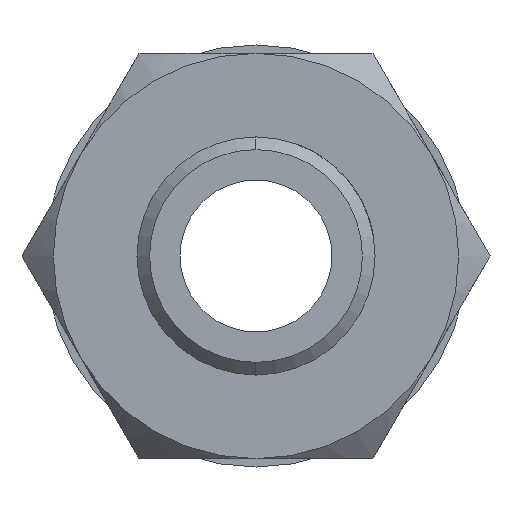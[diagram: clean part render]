
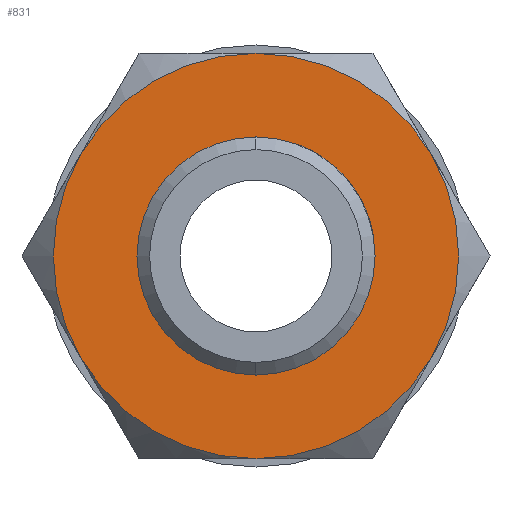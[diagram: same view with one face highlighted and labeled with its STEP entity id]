
A CAD part, left-side view. The second image highlights one B-rep face of the part: STEP entity #831.
In plain terms, the highlighted planar face has unit normal (-1, 0, 0).
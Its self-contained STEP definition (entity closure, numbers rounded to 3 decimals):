
#142 = CARTESIAN_POINT ( 'NONE',  ( 15., 6.928, -4. ) ) ;
#188 = ORIENTED_EDGE ( 'NONE', *, *, #4941, .F. ) ;
#276 = VERTEX_POINT ( 'NONE', #4364 ) ;
#288 = DIRECTION ( 'NONE',  ( 0., 0., 1. ) ) ;
#289 = CARTESIAN_POINT ( 'NONE',  ( 15., 0., 4.7 ) ) ;
#347 = EDGE_CURVE ( 'NONE', #4944, #276, #477, .T. ) ;
#356 = DIRECTION ( 'NONE',  ( 0., 0., -1. ) ) ;
#477 = CIRCLE ( 'NONE', #4035, 4.7 ) ;
#558 = VERTEX_POINT ( 'NONE', #142 ) ;
#569 = EDGE_CURVE ( 'NONE', #4616, #3492, #2561, .T. ) ;
#706 = DIRECTION ( 'NONE',  ( 1., 0., 0. ) ) ;
#741 = CARTESIAN_POINT ( 'NONE',  ( 15., -6.928, -4. ) ) ;
#756 = CIRCLE ( 'NONE', #1532, 8. ) ;
#783 = DIRECTION ( 'NONE',  ( 1., 0., 0. ) ) ;
#831 = ADVANCED_FACE ( 'NONE', ( #4614, #2620 ), #1693, .F. ) ;
#844 = AXIS2_PLACEMENT_3D ( 'NONE', #3667, #783, #1574 ) ;
#863 = EDGE_LOOP ( 'NONE', ( #2525, #4915 ) ) ;
#955 = VERTEX_POINT ( 'NONE', #2426 ) ;
#1058 = DIRECTION ( 'NONE',  ( 1., 0., 0. ) ) ;
#1105 = DIRECTION ( 'NONE',  ( -1., 0., 0. ) ) ;
#1135 = DIRECTION ( 'NONE',  ( 0., 0., -1. ) ) ;
#1198 = ORIENTED_EDGE ( 'NONE', *, *, #569, .F. ) ;
#1313 = DIRECTION ( 'NONE',  ( -1., 0., 0. ) ) ;
#1338 = EDGE_CURVE ( 'NONE', #3492, #558, #2480, .T. ) ;
#1353 = CIRCLE ( 'NONE', #3519, 8. ) ;
#1354 = CARTESIAN_POINT ( 'NONE',  ( 15., 0., 0. ) ) ;
#1429 = AXIS2_PLACEMENT_3D ( 'NONE', #5281, #3696, #1135 ) ;
#1532 = AXIS2_PLACEMENT_3D ( 'NONE', #4848, #1105, #288 ) ;
#1574 = DIRECTION ( 'NONE',  ( 0., 0., -1. ) ) ;
#1623 = CARTESIAN_POINT ( 'NONE',  ( 15., 6.928, 4. ) ) ;
#1693 = PLANE ( 'NONE',  #4573 ) ;
#1751 = DIRECTION ( 'NONE',  ( 0., 0., 1. ) ) ;
#1992 = VERTEX_POINT ( 'NONE', #1623 ) ;
#2148 = VERTEX_POINT ( 'NONE', #5383 ) ;
#2154 = EDGE_CURVE ( 'NONE', #558, #1992, #1353, .T. ) ;
#2177 = DIRECTION ( 'NONE',  ( 0., 0., 1. ) ) ;
#2286 = ORIENTED_EDGE ( 'NONE', *, *, #2154, .F. ) ;
#2333 = ORIENTED_EDGE ( 'NONE', *, *, #1338, .F. ) ;
#2426 = CARTESIAN_POINT ( 'NONE',  ( 15., -6.928, 4. ) ) ;
#2480 = CIRCLE ( 'NONE', #1429, 8. ) ;
#2525 = ORIENTED_EDGE ( 'NONE', *, *, #347, .F. ) ;
#2561 = CIRCLE ( 'NONE', #3169, 8. ) ;
#2620 = FACE_OUTER_BOUND ( 'NONE', #4863, .T. ) ;
#2694 = ORIENTED_EDGE ( 'NONE', *, *, #3522, .T. ) ;
#2747 = CARTESIAN_POINT ( 'NONE',  ( 15., 0., -8. ) ) ;
#2933 = CARTESIAN_POINT ( 'NONE',  ( 15., 0., 0. ) ) ;
#3070 = EDGE_CURVE ( 'NONE', #955, #4616, #4930, .T. ) ;
#3136 = ORIENTED_EDGE ( 'NONE', *, *, #3070, .F. ) ;
#3169 = AXIS2_PLACEMENT_3D ( 'NONE', #4444, #706, #356 ) ;
#3272 = AXIS2_PLACEMENT_3D ( 'NONE', #4776, #1058, #3592 ) ;
#3329 = CARTESIAN_POINT ( 'NONE',  ( 15., 0., 0. ) ) ;
#3412 = CARTESIAN_POINT ( 'NONE',  ( 15., 0., 0. ) ) ;
#3492 = VERTEX_POINT ( 'NONE', #2747 ) ;
#3519 = AXIS2_PLACEMENT_3D ( 'NONE', #2933, #4592, #4034 ) ;
#3522 = EDGE_CURVE ( 'NONE', #2148, #1992, #756, .T. ) ;
#3592 = DIRECTION ( 'NONE',  ( 0., 0., -1. ) ) ;
#3667 = CARTESIAN_POINT ( 'NONE',  ( 15., 0., 0. ) ) ;
#3696 = DIRECTION ( 'NONE',  ( 1., 0., 0. ) ) ;
#3729 = EDGE_CURVE ( 'NONE', #276, #4944, #3796, .T. ) ;
#3796 = CIRCLE ( 'NONE', #4147, 4.7 ) ;
#4034 = DIRECTION ( 'NONE',  ( 0., 0., -1. ) ) ;
#4035 = AXIS2_PLACEMENT_3D ( 'NONE', #3329, #1313, #1751 ) ;
#4147 = AXIS2_PLACEMENT_3D ( 'NONE', #1354, #4730, #2177 ) ;
#4205 = DIRECTION ( 'NONE',  ( 1., 0., 0. ) ) ;
#4282 = DIRECTION ( 'NONE',  ( 0., 0., -1. ) ) ;
#4364 = CARTESIAN_POINT ( 'NONE',  ( 15., 0., -4.7 ) ) ;
#4444 = CARTESIAN_POINT ( 'NONE',  ( 15., 0., 0. ) ) ;
#4573 = AXIS2_PLACEMENT_3D ( 'NONE', #3412, #4205, #4282 ) ;
#4592 = DIRECTION ( 'NONE',  ( 1., 0., 0. ) ) ;
#4614 = FACE_BOUND ( 'NONE', #863, .T. ) ;
#4616 = VERTEX_POINT ( 'NONE', #741 ) ;
#4660 = CIRCLE ( 'NONE', #844, 8. ) ;
#4730 = DIRECTION ( 'NONE',  ( -1., 0., 0. ) ) ;
#4776 = CARTESIAN_POINT ( 'NONE',  ( 15., 0., 0. ) ) ;
#4848 = CARTESIAN_POINT ( 'NONE',  ( 15., 0., 0. ) ) ;
#4863 = EDGE_LOOP ( 'NONE', ( #2333, #1198, #3136, #188, #2694, #2286 ) ) ;
#4915 = ORIENTED_EDGE ( 'NONE', *, *, #3729, .F. ) ;
#4930 = CIRCLE ( 'NONE', #3272, 8. ) ;
#4941 = EDGE_CURVE ( 'NONE', #2148, #955, #4660, .T. ) ;
#4944 = VERTEX_POINT ( 'NONE', #289 ) ;
#5281 = CARTESIAN_POINT ( 'NONE',  ( 15., 0., 0. ) ) ;
#5383 = CARTESIAN_POINT ( 'NONE',  ( 15., 0., 8. ) ) ;
